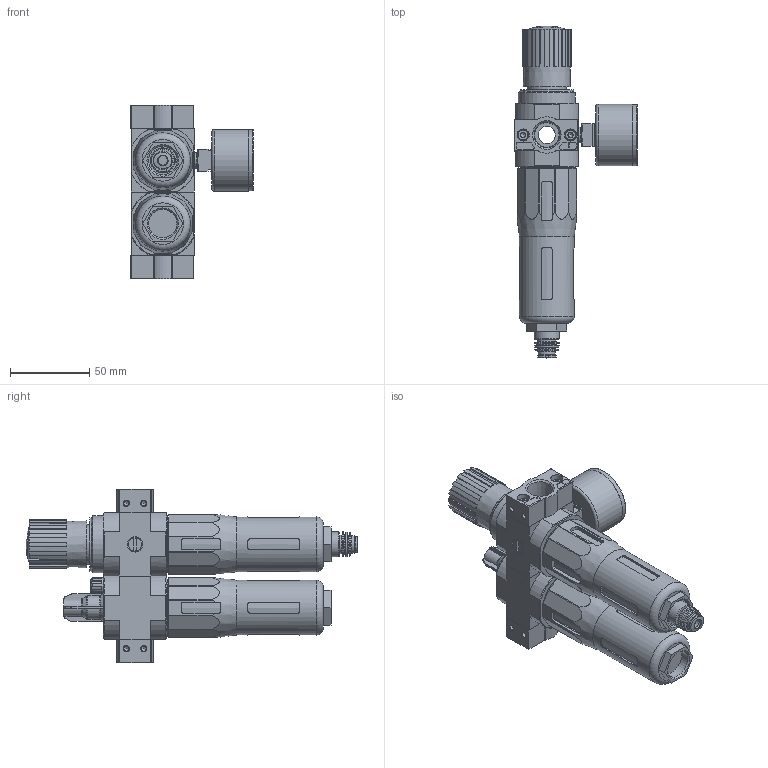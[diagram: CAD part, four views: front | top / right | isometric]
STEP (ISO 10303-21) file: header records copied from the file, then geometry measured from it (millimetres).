
FILE_DESCRIPTION(/* description */ ('STEP AP214'),/* implementation_level */ '2;1');
FILE_NAME(/* name */ '173849_FRC-3_8-D-5M-MINI-A-NPT',/* time_stamp */ '2024-08-28T17:54:01+02:00',/* author */ ('License CC BY-ND 4.0'),/* organization */ ('CADENAS'),/* preprocessor_version */ 'ST-DEVELOPER v19.3',/* originating_system */ 'PARTsolutions',/* authorisation */ ' ');
FILE_SCHEMA (('AUTOMOTIVE_DESIGN {1 0 10303 214 3 1 1}'));
Length unit declared in the file: millimetre
Products named in the file (10): 173849 FRC-3/8-D-5M-MINI-A-NPT; 679801 PBL-3/8-D-MINI-L-NPT--P1; DIN-912 - M4x16(F); 679802 PBL-3/8-D-MINI-R-NPT--P1; 127304 LFR-D-5M-MINI-A--(0); 8003637 PAGN-40-16-G18; 373845 LR-MINI; 526489 MS4-LFR-V; 123582 LOE-D-MINI; 355622 FRB-D-MINI
Assembly tree (13 placements, depth 2):
  173849 FRC-3/8-D-5M-MINI-A-NPT
    679801 PBL-3/8-D-MINI-L-NPT--P1
    DIN-912 - M4x16(F)  x4
    679802 PBL-3/8-D-MINI-R-NPT--P1
    127304 LFR-D-5M-MINI-A--(0)
    8003637 PAGN-40-16-G18
    373845 LR-MINI
    526489 MS4-LFR-V
    123582 LOE-D-MINI
    355622 FRB-D-MINI  x2
Bounding box: 77.75 x 210.02 x 110 mm (x, y, z)
Volume: 395371.4 mm3; surface area: 94987.4 mm2
Topology: 13 solids, 13 shells, 976 faces, 2520 edges, 1619 vertices
Faces by surface type: plane 504, cylinder 269, cone 143, torus 55, sphere 5
Full cylindrical faces by diameter (mm): 2.9 x2, 3.2 x1, 3.242 x10, 3.6 x1, 3.8 x1, 4 x6, 4.3 x1, 5.2 x2, 6 x3, 6.2 x1, 6.9 x1, 7 x4, 8.2 x1, 8.4 x1, 8.566 x2, 9.728 x2, 10 x1, 11 x3, 11.4 x2, 11.6 x1, 11.8 x1, 12.2 x2, 15.7 x1, 15.8 x2, 15.9 x1, 18 x2, 24.9 x1, 26.9 x1, 32.7 x1, 33.9 x1
Entity records: 32863 total; most frequent: CARTESIAN_POINT 5976, DIRECTION 4350, ORIENTED_EDGE 4296, EDGE_CURVE 2148, AXIS2_PLACEMENT_3D 1696, VERTEX_POINT 1500, FACE_BOUND 1154, EDGE_LOOP 1144
